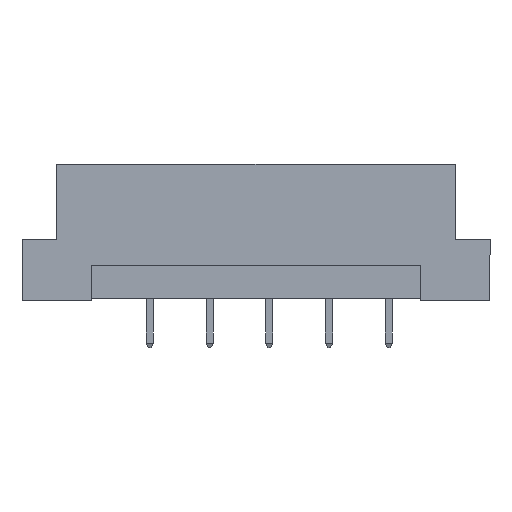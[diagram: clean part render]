
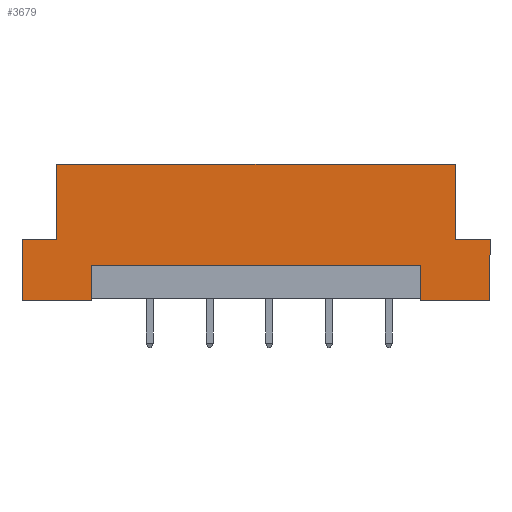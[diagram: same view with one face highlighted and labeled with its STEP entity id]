
A CAD part, front view. The second image highlights one B-rep face of the part: STEP entity #3679.
In plain terms, the highlighted planar face has unit normal (0, -1, 0).
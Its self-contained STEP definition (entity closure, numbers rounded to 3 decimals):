
#45 = CARTESIAN_POINT ( 'NONE',  ( 16.94, -4.3, 11.6 ) ) ;
#117 = DIRECTION ( 'NONE',  ( 0., 0., 1. ) ) ;
#163 = ORIENTED_EDGE ( 'NONE', *, *, #3312, .T. ) ;
#183 = DIRECTION ( 'NONE',  ( 0., 0., -1. ) ) ;
#312 = DIRECTION ( 'NONE',  ( 0., 1., 0. ) ) ;
#384 = CARTESIAN_POINT ( 'NONE',  ( 14., -4.3, 0. ) ) ;
#422 = CARTESIAN_POINT ( 'NONE',  ( -16.94, -4.3, 5.2 ) ) ;
#430 = ORIENTED_EDGE ( 'NONE', *, *, #1506, .F. ) ;
#486 = EDGE_CURVE ( 'NONE', #3572, #3769, #4245, .T. ) ;
#508 = ORIENTED_EDGE ( 'NONE', *, *, #3192, .T. ) ;
#541 = VECTOR ( 'NONE', #3543, 1000. ) ;
#613 = CARTESIAN_POINT ( 'NONE',  ( 19.9, -4.3, 5.2 ) ) ;
#646 = VECTOR ( 'NONE', #1404, 1000. ) ;
#716 = VERTEX_POINT ( 'NONE', #384 ) ;
#733 = EDGE_CURVE ( 'NONE', #4204, #2574, #2695, .T. ) ;
#784 = EDGE_CURVE ( 'NONE', #2058, #2008, #4450, .T. ) ;
#949 = EDGE_CURVE ( 'NONE', #4728, #1136, #3430, .T. ) ;
#993 = LINE ( 'NONE', #1367, #3770 ) ;
#1044 = ORIENTED_EDGE ( 'NONE', *, *, #949, .F. ) ;
#1059 = DIRECTION ( 'NONE',  ( 1., 0., 0. ) ) ;
#1069 = DIRECTION ( 'NONE',  ( 1., 0., 0. ) ) ;
#1104 = LINE ( 'NONE', #3337, #646 ) ;
#1135 = VECTOR ( 'NONE', #3402, 1000. ) ;
#1136 = VERTEX_POINT ( 'NONE', #3216 ) ;
#1335 = CARTESIAN_POINT ( 'NONE',  ( 14., -4.3, 0.2 ) ) ;
#1367 = CARTESIAN_POINT ( 'NONE',  ( -14., -4.3, 0.2 ) ) ;
#1404 = DIRECTION ( 'NONE',  ( 0., 0., -1. ) ) ;
#1411 = CARTESIAN_POINT ( 'NONE',  ( -14., -4.3, 0. ) ) ;
#1441 = VECTOR ( 'NONE', #4100, 1000. ) ;
#1442 = EDGE_CURVE ( 'NONE', #716, #2574, #2862, .T. ) ;
#1506 = EDGE_CURVE ( 'NONE', #1136, #2474, #4763, .T. ) ;
#1600 = CARTESIAN_POINT ( 'NONE',  ( 19.9, -4.3, 0. ) ) ;
#1602 = VERTEX_POINT ( 'NONE', #1600 ) ;
#1740 = ORIENTED_EDGE ( 'NONE', *, *, #2277, .F. ) ;
#1762 = ORIENTED_EDGE ( 'NONE', *, *, #486, .F. ) ;
#1774 = VECTOR ( 'NONE', #2239, 1000. ) ;
#1789 = ORIENTED_EDGE ( 'NONE', *, *, #2692, .T. ) ;
#1880 = LINE ( 'NONE', #4524, #4246 ) ;
#2008 = VERTEX_POINT ( 'NONE', #3460 ) ;
#2042 = LINE ( 'NONE', #3634, #4486 ) ;
#2058 = VERTEX_POINT ( 'NONE', #2722 ) ;
#2151 = DIRECTION ( 'NONE',  ( -1., 0., 0. ) ) ;
#2216 = LINE ( 'NONE', #3313, #1774 ) ;
#2228 = PLANE ( 'NONE',  #3457 ) ;
#2232 = CARTESIAN_POINT ( 'NONE',  ( -16.94, -4.3, 5.2 ) ) ;
#2239 = DIRECTION ( 'NONE',  ( 1., 0., 0. ) ) ;
#2269 = ORIENTED_EDGE ( 'NONE', *, *, #733, .T. ) ;
#2277 = EDGE_CURVE ( 'NONE', #4204, #2347, #993, .T. ) ;
#2347 = VERTEX_POINT ( 'NONE', #1411 ) ;
#2474 = VERTEX_POINT ( 'NONE', #45 ) ;
#2517 = DIRECTION ( 'NONE',  ( 0., 0., -1. ) ) ;
#2574 = VERTEX_POINT ( 'NONE', #4293 ) ;
#2626 = ORIENTED_EDGE ( 'NONE', *, *, #3678, .F. ) ;
#2692 = EDGE_CURVE ( 'NONE', #2008, #2347, #2216, .T. ) ;
#2694 = DIRECTION ( 'NONE',  ( 0., 0., 1. ) ) ;
#2695 = LINE ( 'NONE', #4484, #2786 ) ;
#2722 = CARTESIAN_POINT ( 'NONE',  ( -19.9, -4.3, 5.2 ) ) ;
#2726 = EDGE_CURVE ( 'NONE', #3769, #1602, #1104, .T. ) ;
#2786 = VECTOR ( 'NONE', #1059, 1000. ) ;
#2862 = LINE ( 'NONE', #1335, #3191 ) ;
#3004 = CARTESIAN_POINT ( 'NONE',  ( -14., -4.3, 3. ) ) ;
#3118 = LINE ( 'NONE', #4943, #1135 ) ;
#3191 = VECTOR ( 'NONE', #4689, 1000. ) ;
#3192 = EDGE_CURVE ( 'NONE', #3572, #2474, #2042, .T. ) ;
#3216 = CARTESIAN_POINT ( 'NONE',  ( -16.94, -4.3, 11.6 ) ) ;
#3268 = VECTOR ( 'NONE', #2694, 1000. ) ;
#3271 = CARTESIAN_POINT ( 'NONE',  ( 16.94, -4.3, 5.2 ) ) ;
#3312 = EDGE_CURVE ( 'NONE', #716, #1602, #3118, .T. ) ;
#3313 = CARTESIAN_POINT ( 'NONE',  ( 19.9, -4.3, 0. ) ) ;
#3337 = CARTESIAN_POINT ( 'NONE',  ( 19.9, -4.3, 11.6 ) ) ;
#3351 = CARTESIAN_POINT ( 'NONE',  ( 19.9, -4.3, 11.6 ) ) ;
#3402 = DIRECTION ( 'NONE',  ( 1., 0., 0. ) ) ;
#3430 = LINE ( 'NONE', #2232, #3268 ) ;
#3437 = ORIENTED_EDGE ( 'NONE', *, *, #784, .T. ) ;
#3457 = AXIS2_PLACEMENT_3D ( 'NONE', #3351, #312, #2151 ) ;
#3460 = CARTESIAN_POINT ( 'NONE',  ( -19.9, -4.3, 0. ) ) ;
#3543 = DIRECTION ( 'NONE',  ( 1., 0., 0. ) ) ;
#3572 = VERTEX_POINT ( 'NONE', #3271 ) ;
#3634 = CARTESIAN_POINT ( 'NONE',  ( 16.94, -4.3, 5.2 ) ) ;
#3678 = EDGE_CURVE ( 'NONE', #2058, #4728, #1880, .T. ) ;
#3679 = ADVANCED_FACE ( 'NONE', ( #4447 ), #2228, .F. ) ;
#3755 = ORIENTED_EDGE ( 'NONE', *, *, #2726, .F. ) ;
#3769 = VERTEX_POINT ( 'NONE', #613 ) ;
#3770 = VECTOR ( 'NONE', #2517, 1000. ) ;
#4100 = DIRECTION ( 'NONE',  ( 1., 0., 0. ) ) ;
#4204 = VERTEX_POINT ( 'NONE', #3004 ) ;
#4206 = EDGE_LOOP ( 'NONE', ( #2269, #4899, #163, #3755, #1762, #508, #430, #1044, #2626, #3437, #1789, #1740 ) ) ;
#4245 = LINE ( 'NONE', #4610, #541 ) ;
#4246 = VECTOR ( 'NONE', #1069, 1000. ) ;
#4293 = CARTESIAN_POINT ( 'NONE',  ( 14., -4.3, 3. ) ) ;
#4447 = FACE_OUTER_BOUND ( 'NONE', #4206, .T. ) ;
#4450 = LINE ( 'NONE', #4821, #4702 ) ;
#4484 = CARTESIAN_POINT ( 'NONE',  ( -14., -4.3, 3. ) ) ;
#4486 = VECTOR ( 'NONE', #117, 1000. ) ;
#4524 = CARTESIAN_POINT ( 'NONE',  ( -19.9, -4.3, 5.2 ) ) ;
#4610 = CARTESIAN_POINT ( 'NONE',  ( 19.9, -4.3, 5.2 ) ) ;
#4689 = DIRECTION ( 'NONE',  ( 0., 0., 1. ) ) ;
#4702 = VECTOR ( 'NONE', #183, 1000. ) ;
#4728 = VERTEX_POINT ( 'NONE', #422 ) ;
#4763 = LINE ( 'NONE', #4865, #1441 ) ;
#4821 = CARTESIAN_POINT ( 'NONE',  ( -19.9, -4.3, 11.6 ) ) ;
#4865 = CARTESIAN_POINT ( 'NONE',  ( 19.9, -4.3, 11.6 ) ) ;
#4899 = ORIENTED_EDGE ( 'NONE', *, *, #1442, .F. ) ;
#4943 = CARTESIAN_POINT ( 'NONE',  ( 19.9, -4.3, 0. ) ) ;
